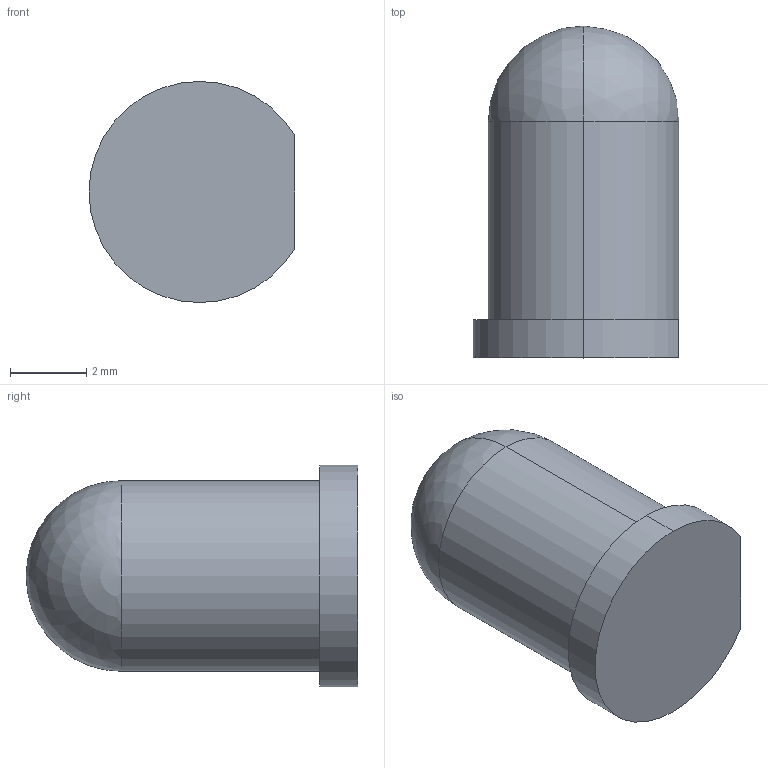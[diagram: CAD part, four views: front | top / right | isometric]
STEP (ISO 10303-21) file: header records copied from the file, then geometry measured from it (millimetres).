
FILE_DESCRIPTION (( 'STEP AP214' ), '1' );
FILE_NAME ('FD-5wsrgb-A_no_leads.step', '2019-10-07T21:59:20', ( '' ), ( '' ), 'SwSTEP 2.0', 'SolidWorks 2017', '' );
FILE_SCHEMA (( 'AUTOMOTIVE_DESIGN' ));
Length unit declared in the file: millimetre
Products named in the file (1): FD-5wsrgb-A_no_leads
Bounding box: 5.4 x 8.7 x 5.8 mm (x, y, z)
Volume: 160.5 mm3; surface area: 170.6 mm2
Topology: 1 solids, 1 shells, 10 faces, 26 edges, 16 vertices
Faces by surface type: cylinder 5, plane 3, sphere 2
Entity records: 416 total; most frequent: DIRECTION 57, CARTESIAN_POINT 47, ORIENTED_EDGE 44, AXIS2_PLACEMENT_3D 24, EDGE_CURVE 22, VERTEX_POINT 14, CIRCLE 13, UNCERTAINTY_MEASURE_WITH_UNIT 12
